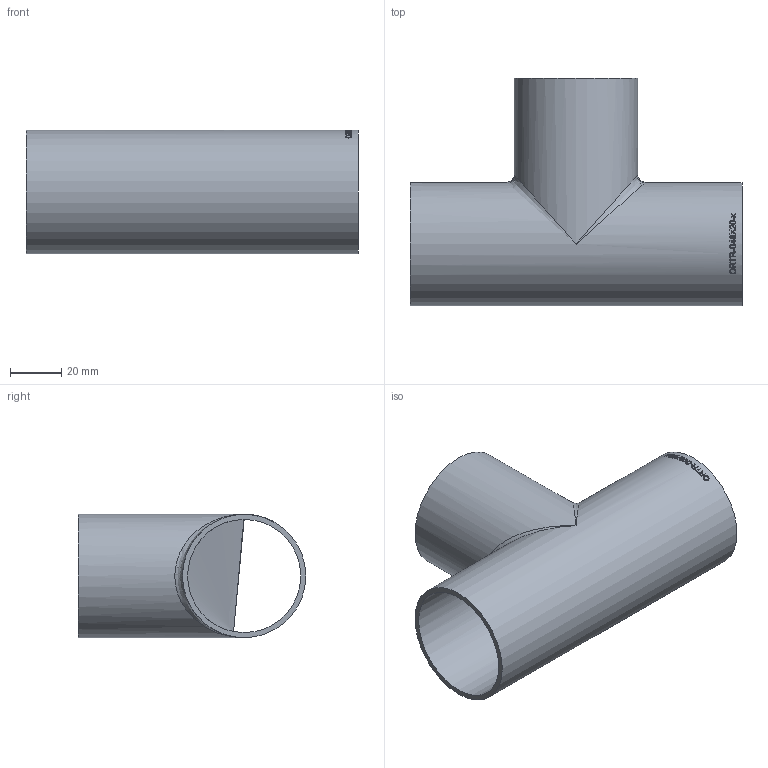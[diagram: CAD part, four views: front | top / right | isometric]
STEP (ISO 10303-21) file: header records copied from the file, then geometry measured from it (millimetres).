
FILE_DESCRIPTION (( 'STEP AP214' ), '1' );
FILE_NAME ('ORTR-048X20-x T-Stück 2004.STEP', '2020-04-06T11:20:55', ( '' ), ( '' ), 'SwSTEP 2.0', 'SolidWorks 2019', '' );
FILE_SCHEMA (( 'AUTOMOTIVE_DESIGN' ));
Length unit declared in the file: millimetre
Products named in the file (1): ORTR-048X20-x T-Stück 2004
Bounding box: 130 x 89.15 x 48.3 mm (x, y, z)
Volume: 47964.3 mm3; surface area: 48837.5 mm2
Topology: 1 solids, 1 shells, 188 faces, 496 edges, 322 vertices
Faces by surface type: bspline 103, plane 60, cylinder 25
Full cylindrical faces by diameter (mm): 44.3 x2, 48.3 x2
Entity records: 18141 total; most frequent: CARTESIAN_POINT 12538, ORIENTED_EDGE 964, EDGE_CURVE 482, DIRECTION 410, VERTEX_POINT 322, B_SPLINE_CURVE_WITH_KNOTS 314, EDGE_LOOP 218, FACE_OUTER_BOUND 192
